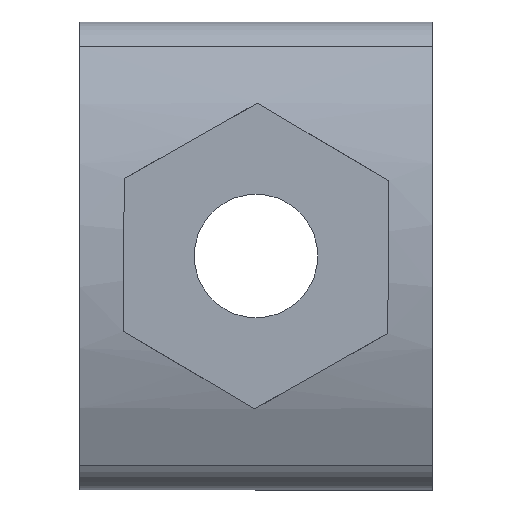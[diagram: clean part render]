
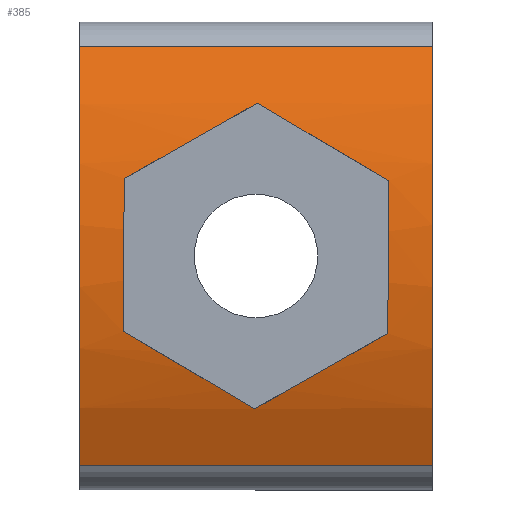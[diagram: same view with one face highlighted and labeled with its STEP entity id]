
A CAD part, left-side view. The second image highlights one B-rep face of the part: STEP entity #385.
In plain terms, the highlighted cylindrical face has radius 10.772 mm (diameter 21.544 mm), a partial arc.
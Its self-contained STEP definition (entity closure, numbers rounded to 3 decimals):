
#20=CYLINDRICAL_SURFACE('',#445,10.772);
#22=FACE_BOUND('',#76,.T.);
#30=CIRCLE('',#434,10.772);
#35=CIRCLE('',#442,10.772);
#53=FACE_OUTER_BOUND('',#75,.T.);
#75=EDGE_LOOP('',(#331,#332,#333,#334));
#76=EDGE_LOOP('',(#335,#336,#337,#338,#339,#340));
#105=LINE('',#654,#140);
#112=LINE('',#670,#147);
#140=VECTOR('',#538,1.);
#147=VECTOR('',#555,1.);
#150=ELLIPSE('',#410,21.837,10.772);
#151=ELLIPSE('',#412,21.26,10.772);
#152=ELLIPSE('',#414,10.772,10.772);
#153=ELLIPSE('',#416,21.837,10.772);
#154=ELLIPSE('',#418,10.772,10.772);
#155=ELLIPSE('',#420,21.26,10.772);
#156=VERTEX_POINT('',#568);
#157=VERTEX_POINT('',#569);
#160=VERTEX_POINT('',#577);
#162=VERTEX_POINT('',#583);
#164=VERTEX_POINT('',#589);
#166=VERTEX_POINT('',#595);
#180=VERTEX_POINT('',#637);
#181=VERTEX_POINT('',#639);
#186=VERTEX_POINT('',#652);
#189=VERTEX_POINT('',#661);
#191=EDGE_CURVE('',#156,#157,#150,.T.);
#195=EDGE_CURVE('',#157,#160,#151,.T.);
#198=EDGE_CURVE('',#160,#162,#152,.T.);
#201=EDGE_CURVE('',#162,#164,#153,.T.);
#204=EDGE_CURVE('',#166,#156,#154,.T.);
#207=EDGE_CURVE('',#164,#166,#155,.T.);
#226=EDGE_CURVE('',#180,#181,#30,.T.);
#233=EDGE_CURVE('',#186,#180,#105,.T.);
#238=EDGE_CURVE('',#186,#189,#35,.T.);
#242=EDGE_CURVE('',#181,#189,#112,.T.);
#331=ORIENTED_EDGE('',*,*,#233,.F.);
#332=ORIENTED_EDGE('',*,*,#238,.T.);
#333=ORIENTED_EDGE('',*,*,#242,.F.);
#334=ORIENTED_EDGE('',*,*,#226,.F.);
#335=ORIENTED_EDGE('',*,*,#201,.T.);
#336=ORIENTED_EDGE('',*,*,#207,.T.);
#337=ORIENTED_EDGE('',*,*,#204,.T.);
#338=ORIENTED_EDGE('',*,*,#191,.T.);
#339=ORIENTED_EDGE('',*,*,#195,.T.);
#340=ORIENTED_EDGE('',*,*,#198,.T.);
#385=ADVANCED_FACE('',(#53,#22),#20,.T.);
#410=AXIS2_PLACEMENT_3D('',#570,#453,#454);
#412=AXIS2_PLACEMENT_3D('',#578,#460,#461);
#414=AXIS2_PLACEMENT_3D('',#584,#466,#467);
#416=AXIS2_PLACEMENT_3D('',#590,#472,#473);
#418=AXIS2_PLACEMENT_3D('',#596,#478,#479);
#420=AXIS2_PLACEMENT_3D('',#601,#484,#485);
#434=AXIS2_PLACEMENT_3D('',#640,#523,#524);
#442=AXIS2_PLACEMENT_3D('',#663,#546,#547);
#445=AXIS2_PLACEMENT_3D('',#672,#557,#558);
#453=DIRECTION('center_axis',(0.,-0.493,-0.87));
#454=DIRECTION('ref_axis',(0.,0.87,-0.493));
#460=DIRECTION('center_axis',(0.,0.507,-0.862));
#461=DIRECTION('ref_axis',(0.,-0.862,-0.507));
#466=DIRECTION('center_axis',(0.,1.,0.008));
#467=DIRECTION('ref_axis',(0.,0.008,-1.));
#472=DIRECTION('center_axis',(0.,0.493,0.87));
#473=DIRECTION('ref_axis',(0.,0.87,-0.493));
#478=DIRECTION('center_axis',(0.,-1.,-0.008));
#479=DIRECTION('ref_axis',(0.,0.008,-1.));
#484=DIRECTION('center_axis',(0.,-0.507,0.862));
#485=DIRECTION('ref_axis',(0.,-0.862,-0.507));
#523=DIRECTION('center_axis',(0.,1.,0.));
#524=DIRECTION('ref_axis',(-0.768,0.,-0.641));
#538=DIRECTION('',(0.,1.,0.));
#546=DIRECTION('center_axis',(0.,1.,0.));
#547=DIRECTION('ref_axis',(-0.768,0.,-0.641));
#555=DIRECTION('',(0.,-1.,0.));
#557=DIRECTION('center_axis',(0.,1.,0.));
#558=DIRECTION('ref_axis',(-0.768,0.,-0.641));
#568=CARTESIAN_POINT('',(-4.856,1.013,-1.755));
#569=CARTESIAN_POINT('',(-4.428,4.027,-3.464));
#570=CARTESIAN_POINT('Origin',(5.772,-2.082,0.));
#577=CARTESIAN_POINT('',(-4.864,7.013,-1.709));
#578=CARTESIAN_POINT('Origin',(5.772,9.921,0.));
#583=CARTESIAN_POINT('',(-4.856,6.987,1.755));
#584=CARTESIAN_POINT('Origin',(5.772,7.,0.));
#589=CARTESIAN_POINT('',(-4.428,3.973,3.464));
#590=CARTESIAN_POINT('Origin',(5.772,10.082,0.));
#595=CARTESIAN_POINT('',(-4.864,0.987,1.709));
#596=CARTESIAN_POINT('Origin',(5.772,1.,0.));
#601=CARTESIAN_POINT('Origin',(5.772,-1.921,0.));
#637=CARTESIAN_POINT('',(-3.898,8.,-4.747));
#639=CARTESIAN_POINT('',(-3.898,8.,4.747));
#640=CARTESIAN_POINT('Origin',(5.772,8.,0.));
#652=CARTESIAN_POINT('',(-3.898,0.,-4.747));
#654=CARTESIAN_POINT('',(-3.898,0.,-4.747));
#661=CARTESIAN_POINT('',(-3.898,0.,4.747));
#663=CARTESIAN_POINT('Origin',(5.772,0.,0.));
#670=CARTESIAN_POINT('',(-3.898,0.,4.747));
#672=CARTESIAN_POINT('Origin',(5.772,0.,0.));
